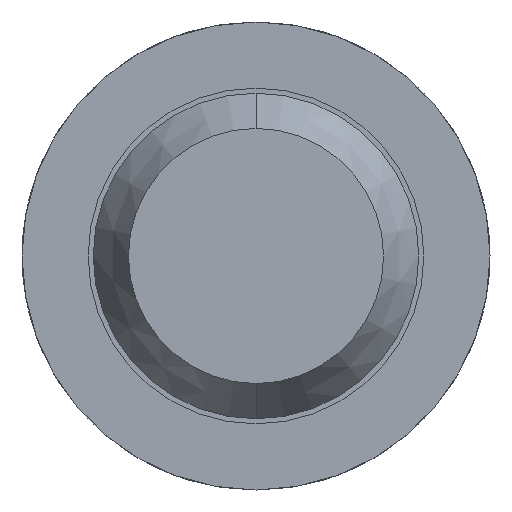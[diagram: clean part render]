
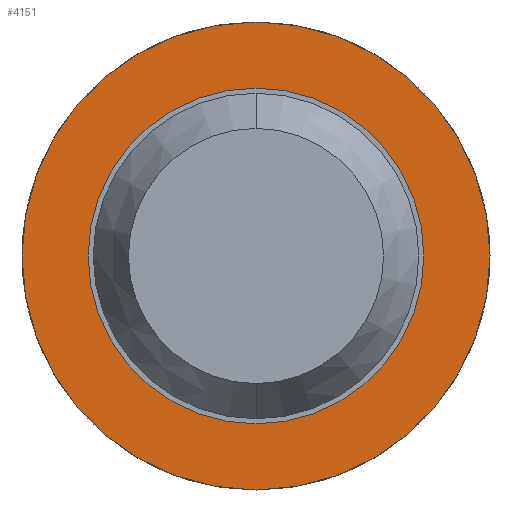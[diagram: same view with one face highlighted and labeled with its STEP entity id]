
A CAD part, front view. The second image highlights one B-rep face of the part: STEP entity #4151.
In plain terms, the highlighted planar face has unit normal (0, -1, 0).
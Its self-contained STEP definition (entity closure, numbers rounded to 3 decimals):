
#8 = CARTESIAN_POINT ( 'NONE',  ( 0.825, -1.7, 0. ) ) ;
#75 = AXIS2_PLACEMENT_3D ( 'NONE', #4672, #4717, #995 ) ;
#139 = CIRCLE ( 'NONE', #942, 1.15 ) ;
#153 = EDGE_CURVE ( 'Defeature ausgef�hrt3_10+Defeature ausgef�hrt3_14+Defeature ausgef�hrt3_14+Defeature ausgef�hrt3_14', #1625, #2942, #139, .T. ) ;
#168 = DIRECTION ( 'NONE',  ( 0., 0., 1. ) ) ;
#755 = AXIS2_PLACEMENT_3D ( 'NONE', #3153, #4220, #2787 ) ;
#865 = CARTESIAN_POINT ( 'NONE',  ( 0., -1.7, 0. ) ) ;
#912 = EDGE_CURVE ( 'Defeature ausgef�hrt3_14+Defeature ausgef�hrt3_13+Defeature ausgef�hrt3_13+Defeature ausgef�hrt3_13', #1828, #2194, #1808, .T. ) ;
#942 = AXIS2_PLACEMENT_3D ( 'NONE', #865, #3460, #2349 ) ;
#995 = DIRECTION ( 'NONE',  ( 0., 0., 1. ) ) ;
#1056 = EDGE_LOOP ( 'NONE', ( #3389, #1948 ) ) ;
#1108 = CIRCLE ( 'NONE', #755, 0.825 ) ;
#1472 = CARTESIAN_POINT ( 'NONE',  ( 0., -1.7, -1.15 ) ) ;
#1625 = VERTEX_POINT ( 'NONE', #2748 ) ;
#1645 = ORIENTED_EDGE ( 'NONE', *, *, #153, .F. ) ;
#1808 = CIRCLE ( 'NONE', #75, 0.825 ) ;
#1823 = PLANE ( 'NONE',  #3093 ) ;
#1828 = VERTEX_POINT ( 'NONE', #2920 ) ;
#1851 = DIRECTION ( 'NONE',  ( 0., 0., 1. ) ) ;
#1948 = ORIENTED_EDGE ( 'NONE', *, *, #4349, .T. ) ;
#2038 = CARTESIAN_POINT ( 'NONE',  ( 0., -1.7, -0.825 ) ) ;
#2088 = DIRECTION ( 'NONE',  ( 0., 1., 0. ) ) ;
#2194 = VERTEX_POINT ( 'NONE', #2038 ) ;
#2207 = DIRECTION ( 'NONE',  ( 0., 1., 0. ) ) ;
#2221 = FACE_BOUND ( 'NONE', #1056, .T. ) ;
#2349 = DIRECTION ( 'NONE',  ( 0., 0., 1. ) ) ;
#2678 = AXIS2_PLACEMENT_3D ( 'NONE', #3180, #2088, #168 ) ;
#2748 = CARTESIAN_POINT ( 'NONE',  ( 0., -1.7, 1.15 ) ) ;
#2787 = DIRECTION ( 'NONE',  ( 0., 0., 1. ) ) ;
#2918 = EDGE_LOOP ( 'NONE', ( #1645, #2939 ) ) ;
#2920 = CARTESIAN_POINT ( 'NONE',  ( 0., -1.7, 0.825 ) ) ;
#2939 = ORIENTED_EDGE ( 'NONE', *, *, #4006, .F. ) ;
#2942 = VERTEX_POINT ( 'NONE', #1472 ) ;
#3093 = AXIS2_PLACEMENT_3D ( 'NONE', #8, #2207, #1851 ) ;
#3153 = CARTESIAN_POINT ( 'NONE',  ( 0., -1.7, 0. ) ) ;
#3180 = CARTESIAN_POINT ( 'NONE',  ( 0., -1.7, 0. ) ) ;
#3389 = ORIENTED_EDGE ( 'NONE', *, *, #912, .T. ) ;
#3449 = FACE_OUTER_BOUND ( 'NONE', #2918, .T. ) ;
#3460 = DIRECTION ( 'NONE',  ( 0., 1., 0. ) ) ;
#4006 = EDGE_CURVE ( 'Defeature ausgef�hrt3_10+Defeature ausgef�hrt3_14+Defeature ausgef�hrt3_14+Defeature ausgef�hrt3_14', #2942, #1625, #4248, .T. ) ;
#4151 = ADVANCED_FACE ( 'Defeature ausgef�hrt3_14', ( #3449, #2221 ), #1823, .F. ) ;
#4220 = DIRECTION ( 'NONE',  ( 0., 1., 0. ) ) ;
#4248 = CIRCLE ( 'NONE', #2678, 1.15 ) ;
#4349 = EDGE_CURVE ( 'Defeature ausgef�hrt3_14+Defeature ausgef�hrt3_13+Defeature ausgef�hrt3_13+Defeature ausgef�hrt3_13', #2194, #1828, #1108, .T. ) ;
#4672 = CARTESIAN_POINT ( 'NONE',  ( 0., -1.7, 0. ) ) ;
#4717 = DIRECTION ( 'NONE',  ( 0., 1., 0. ) ) ;
